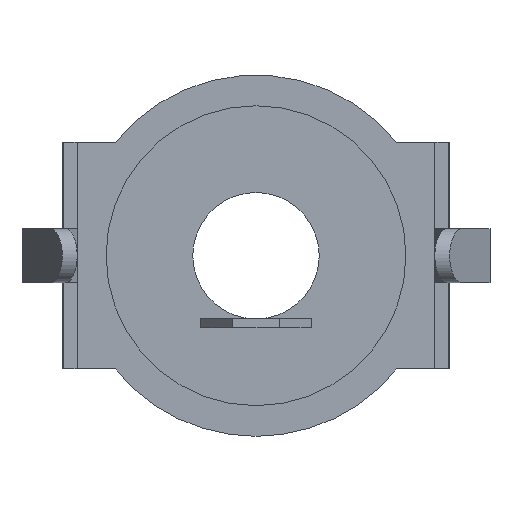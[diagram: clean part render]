
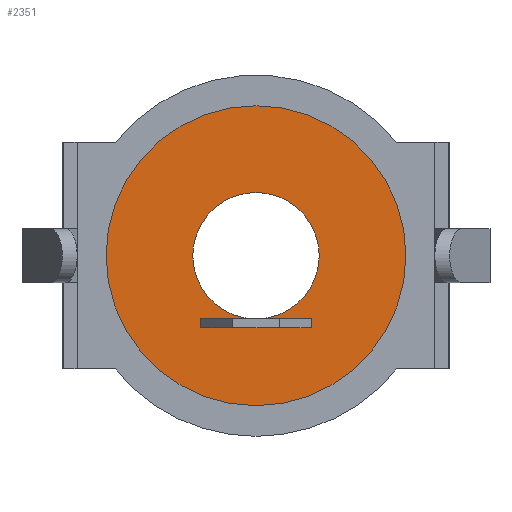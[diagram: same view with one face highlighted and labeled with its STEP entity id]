
A CAD part, left-side view. The second image highlights one B-rep face of the part: STEP entity #2351.
In plain terms, the highlighted planar face has unit normal (-1, 0, 0).
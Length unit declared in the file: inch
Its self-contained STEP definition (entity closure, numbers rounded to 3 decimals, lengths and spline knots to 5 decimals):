
#8 = EDGE_CURVE ( 'NONE', #752, #2591, #1664, .T. ) ;
#15 = AXIS2_PLACEMENT_3D ( 'NONE', #160, #2732, #1003 ) ;
#73 = LINE ( 'NONE', #283, #1509 ) ;
#86 = DIRECTION ( 'NONE',  ( 1., 0., 0. ) ) ;
#90 = CARTESIAN_POINT ( 'NONE',  ( 0.39272, 0., 0. ) ) ;
#147 = CARTESIAN_POINT ( 'NONE',  ( 0.39272, 0.06024, -0.0689 ) ) ;
#152 = VECTOR ( 'NONE', #2284, 39.37008 ) ;
#160 = CARTESIAN_POINT ( 'NONE',  ( 0.39272, 0., 0. ) ) ;
#195 = DIRECTION ( 'NONE',  ( 0., 1., 0. ) ) ;
#210 = AXIS2_PLACEMENT_3D ( 'NONE', #90, #929, #1765 ) ;
#215 = EDGE_LOOP ( 'NONE', ( #1967, #2069 ) ) ;
#283 = CARTESIAN_POINT ( 'NONE',  ( 0.39272, -0.06024, -0.0689 ) ) ;
#302 = FACE_OUTER_BOUND ( 'NONE', #215, .T. ) ;
#324 = VERTEX_POINT ( 'NONE', #2086 ) ;
#378 = ORIENTED_EDGE ( 'NONE', *, *, #1215, .F. ) ;
#383 = AXIS2_PLACEMENT_3D ( 'NONE', #1966, #86, #2131 ) ;
#473 = DIRECTION ( 'NONE',  ( 0., 1., 0. ) ) ;
#477 = EDGE_CURVE ( 'NONE', #324, #1366, #1984, .T. ) ;
#489 = DIRECTION ( 'NONE',  ( 0., -1., 0. ) ) ;
#513 = EDGE_CURVE ( 'NONE', #2354, #2533, #606, .T. ) ;
#575 = CARTESIAN_POINT ( 'NONE',  ( 0.39272, 0., 0.16339 ) ) ;
#606 = LINE ( 'NONE', #1439, #152 ) ;
#672 = EDGE_CURVE ( 'NONE', #2494, #2354, #1574, .T. ) ;
#694 = DIRECTION ( 'NONE',  ( 1., 0., 0. ) ) ;
#709 = ORIENTED_EDGE ( 'NONE', *, *, #1126, .T. ) ;
#752 = VERTEX_POINT ( 'NONE', #1745 ) ;
#760 = CARTESIAN_POINT ( 'NONE',  ( 0.39272, 0., 0.0689 ) ) ;
#797 = DIRECTION ( 'NONE',  ( -1., 0., 0. ) ) ;
#862 = CIRCLE ( 'NONE', #15, 0.16339 ) ;
#929 = DIRECTION ( 'NONE',  ( 1., 0., 0. ) ) ;
#937 = CIRCLE ( 'NONE', #987, 0.0689 ) ;
#987 = AXIS2_PLACEMENT_3D ( 'NONE', #2219, #694, #1547 ) ;
#1003 = DIRECTION ( 'NONE',  ( 0., 0., 1. ) ) ;
#1056 = ORIENTED_EDGE ( 'NONE', *, *, #513, .F. ) ;
#1061 = CARTESIAN_POINT ( 'NONE',  ( 0.39272, 0.06024, -0.07874 ) ) ;
#1075 = EDGE_CURVE ( 'NONE', #2533, #752, #73, .T. ) ;
#1126 = EDGE_CURVE ( 'NONE', #2482, #752, #1427, .T. ) ;
#1215 = EDGE_CURVE ( 'NONE', #2591, #2494, #2672, .T. ) ;
#1217 = CARTESIAN_POINT ( 'NONE',  ( 0.39272, -0.06024, -0.0689 ) ) ;
#1366 = VERTEX_POINT ( 'NONE', #575 ) ;
#1408 = CARTESIAN_POINT ( 'NONE',  ( 0.39272, 0., 0. ) ) ;
#1427 = CIRCLE ( 'NONE', #383, 0.0689 ) ;
#1439 = CARTESIAN_POINT ( 'NONE',  ( 0.39272, -0.06024, -0.0689 ) ) ;
#1457 = EDGE_LOOP ( 'NONE', ( #2278, #1056, #2288, #378, #2552, #2412, #709 ) ) ;
#1495 = EDGE_CURVE ( 'NONE', #752, #2482, #937, .T. ) ;
#1509 = VECTOR ( 'NONE', #473, 39.37008 ) ;
#1531 = CARTESIAN_POINT ( 'NONE',  ( 0.39272, 0.06024, -0.07874 ) ) ;
#1547 = DIRECTION ( 'NONE',  ( 0., 0., -1. ) ) ;
#1574 = LINE ( 'NONE', #1531, #1719 ) ;
#1664 = LINE ( 'NONE', #1217, #1933 ) ;
#1719 = VECTOR ( 'NONE', #489, 39.37008 ) ;
#1731 = CARTESIAN_POINT ( 'NONE',  ( 0.39272, 0.06024, -0.0689 ) ) ;
#1745 = CARTESIAN_POINT ( 'NONE',  ( 0.39272, 0., -0.0689 ) ) ;
#1765 = DIRECTION ( 'NONE',  ( 0., 0., -1. ) ) ;
#1933 = VECTOR ( 'NONE', #195, 39.37008 ) ;
#1966 = CARTESIAN_POINT ( 'NONE',  ( 0.39272, 0., 0. ) ) ;
#1967 = ORIENTED_EDGE ( 'NONE', *, *, #2139, .T. ) ;
#1972 = PLANE ( 'NONE',  #210 ) ;
#1984 = CIRCLE ( 'NONE', #2305, 0.16339 ) ;
#2069 = ORIENTED_EDGE ( 'NONE', *, *, #477, .T. ) ;
#2086 = CARTESIAN_POINT ( 'NONE',  ( 0.39272, 0., -0.16339 ) ) ;
#2131 = DIRECTION ( 'NONE',  ( 0., 0., -1. ) ) ;
#2139 = EDGE_CURVE ( 'NONE', #1366, #324, #862, .T. ) ;
#2179 = FACE_BOUND ( 'NONE', #1457, .T. ) ;
#2219 = CARTESIAN_POINT ( 'NONE',  ( 0.39272, 0., 0. ) ) ;
#2251 = DIRECTION ( 'NONE',  ( 0., 0., 1. ) ) ;
#2278 = ORIENTED_EDGE ( 'NONE', *, *, #1075, .F. ) ;
#2284 = DIRECTION ( 'NONE',  ( 0., 0., 1. ) ) ;
#2288 = ORIENTED_EDGE ( 'NONE', *, *, #672, .F. ) ;
#2305 = AXIS2_PLACEMENT_3D ( 'NONE', #1408, #797, #2251 ) ;
#2341 = VECTOR ( 'NONE', #2457, 39.37008 ) ;
#2351 = ADVANCED_FACE ( 'NONE', ( #2179, #302 ), #1972, .F. ) ;
#2353 = CARTESIAN_POINT ( 'NONE',  ( 0.39272, -0.06024, -0.0689 ) ) ;
#2354 = VERTEX_POINT ( 'NONE', #2615 ) ;
#2412 = ORIENTED_EDGE ( 'NONE', *, *, #1495, .T. ) ;
#2457 = DIRECTION ( 'NONE',  ( 0., 0., -1. ) ) ;
#2482 = VERTEX_POINT ( 'NONE', #760 ) ;
#2494 = VERTEX_POINT ( 'NONE', #1061 ) ;
#2533 = VERTEX_POINT ( 'NONE', #2353 ) ;
#2552 = ORIENTED_EDGE ( 'NONE', *, *, #8, .F. ) ;
#2591 = VERTEX_POINT ( 'NONE', #1731 ) ;
#2615 = CARTESIAN_POINT ( 'NONE',  ( 0.39272, -0.06024, -0.07874 ) ) ;
#2672 = LINE ( 'NONE', #147, #2341 ) ;
#2732 = DIRECTION ( 'NONE',  ( -1., 0., 0. ) ) ;
